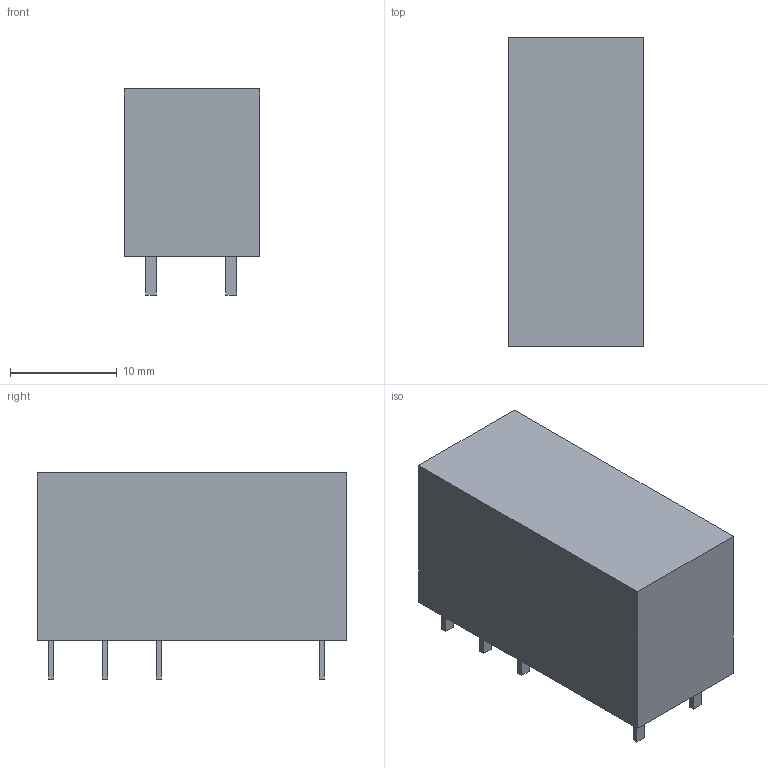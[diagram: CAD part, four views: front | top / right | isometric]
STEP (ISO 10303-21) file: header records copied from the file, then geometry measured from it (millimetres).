
FILE_DESCRIPTION(('CATIA V5 STEP Exchange','CAx-IF Rec.Pracs.--- Model Styling and Organization---1.4--- 2014-01-23'),'2;1');
FILE_NAME ('D1498729_0', '2021-08-06T05:58:34+00:00', ('none'), ('Weidmueller'), 'CATIA Version 5-6 Release 2016 SP3 HF44', 'CATIA V5 STEP AP214', 'none');
FILE_SCHEMA(('AUTOMOTIVE_DESIGN { 1 0 10303 214 1 1 1 1 }'));
Length unit declared in the file: millimetre
Products named in the file (1): S3D_RCL314XXX
Bounding box: 12.7 x 29 x 19.3 mm (x, y, z)
Volume: 5796.7 mm3; surface area: 2140.4 mm2
Topology: 9 solids, 9 shells, 54 faces, 108 edges, 72 vertices
Faces by surface type: plane 54
Entity records: 1411 total; most frequent: CARTESIAN_POINT 265, ORIENTED_EDGE 216, DIRECTION 180, EDGE_CURVE 108, VECTOR 76, LINE 76, VERTEX_POINT 72, ADVANCED_FACE 54
